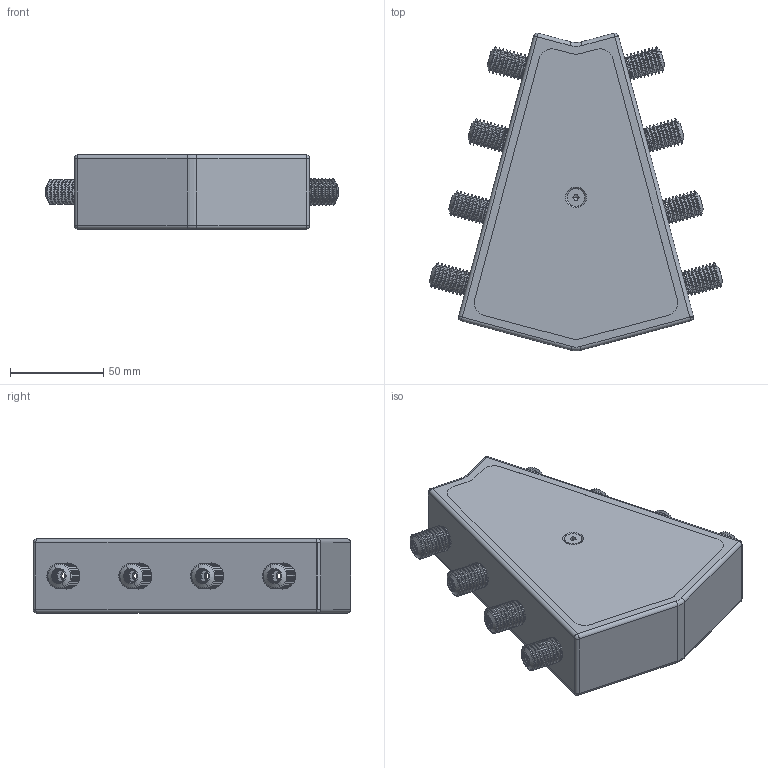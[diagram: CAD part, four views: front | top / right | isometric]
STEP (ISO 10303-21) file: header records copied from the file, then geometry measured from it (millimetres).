
FILE_DESCRIPTION (( 'STEP AP203' ), '1' );
FILE_NAME ('SPS.SJ40.30A.STEP', '2014-12-15T02:49:02', ( 'USER' ), ( 'Microsoft' ), 'SwSTEP 2.0', 'SolidWorks 2012', '' );
FILE_SCHEMA (( 'CONFIG_CONTROL_DESIGN' ));
Length unit declared in the file: millimetre
Products named in the file (1): SPS.SJ40.30A
Bounding box: 157.48 x 170.76 x 40 mm (x, y, z)
Surface area: 60140.9 mm2 (no closed solid volume)
Topology: 0 solids, 61 shells, 1451 faces, 3974 edges, 2486 vertices
Faces by surface type: cone 497, torus 468, cylinder 241, plane 169, bspline 66, sphere 10
Entity records: 52124 total; most frequent: CARTESIAN_POINT 15955, DIRECTION 8134, ORIENTED_EDGE 6726, EDGE_CURVE 3964, AXIS2_PLACEMENT_3D 3316, VERTEX_POINT 2482, CIRCLE 1930, EDGE_LOOP 1519
